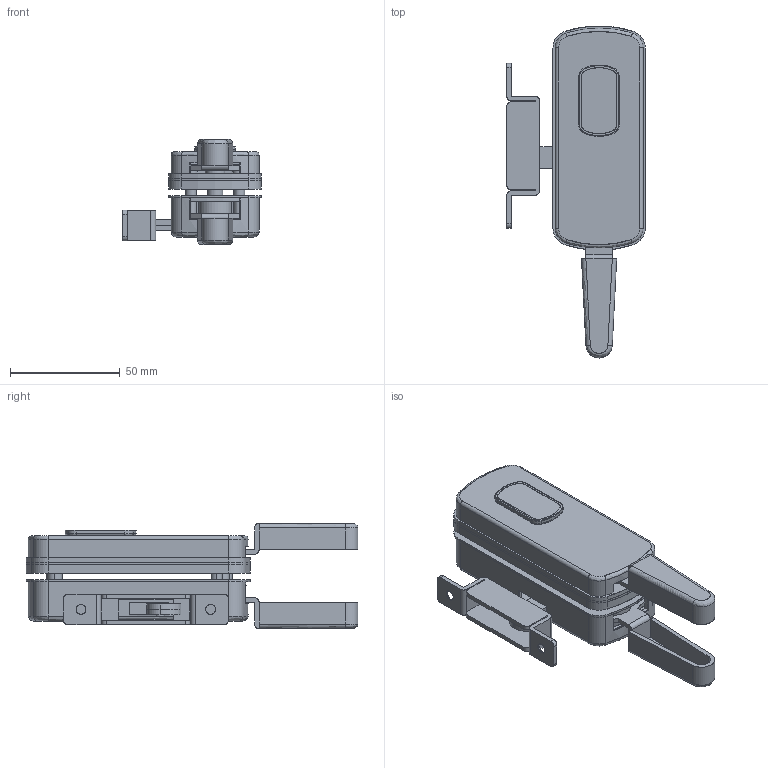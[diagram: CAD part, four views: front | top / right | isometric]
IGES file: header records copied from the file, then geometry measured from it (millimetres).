
Start section: SolidWorks IGES file using analytic representation for surfaces
Global section: file name: A-1297-2-R.IGS,15; native system: HSolidWorks 2021; preprocessor: SolidWorks 2021; author: 1337yo; date: 220117.101224; units: millimetre
Bounding box: 63 x 151 x 47.8 mm (x, y, z)
Surface area: 116147.9 mm2 (no closed solid volume)
Topology: 0 solids, 0 shells, 1006 faces, 13330 edges, 13314 vertices
Faces by surface type: revolution 527, bspline 479
